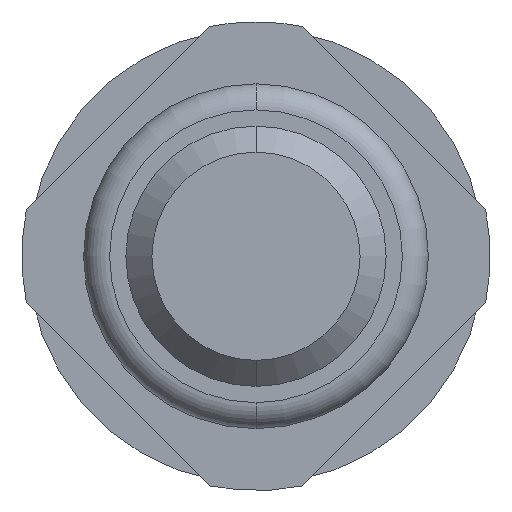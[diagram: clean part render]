
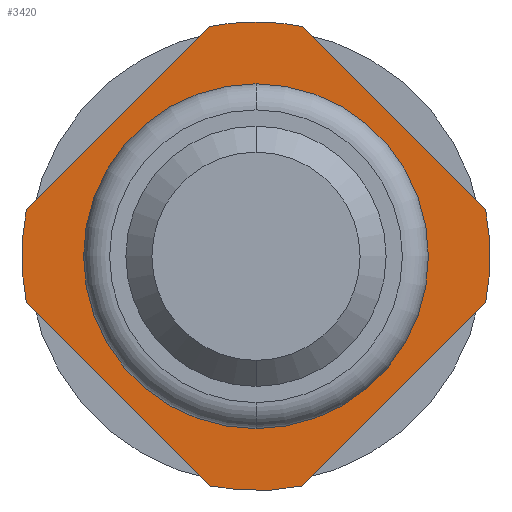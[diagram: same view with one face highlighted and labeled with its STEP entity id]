
A CAD part, front view. The second image highlights one B-rep face of the part: STEP entity #3420.
In plain terms, the highlighted planar face has unit normal (0, -1, 0).
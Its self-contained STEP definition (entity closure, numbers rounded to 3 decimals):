
#19 = DIRECTION ( 'NONE',  ( 0., 0., 1. ) ) ;
#23 = LINE ( 'NONE', #2069, #196 ) ;
#78 = AXIS2_PLACEMENT_3D ( 'NONE', #2934, #3227, #19 ) ;
#143 = CARTESIAN_POINT ( 'NONE',  ( 0., -2., 1.8 ) ) ;
#182 = AXIS2_PLACEMENT_3D ( 'NONE', #355, #2981, #3549 ) ;
#193 = ORIENTED_EDGE ( 'NONE', *, *, #402, .T. ) ;
#196 = VECTOR ( 'NONE', #585, 1000. ) ;
#220 = DIRECTION ( 'NONE',  ( 0., 1., 0. ) ) ;
#324 = ORIENTED_EDGE ( 'NONE', *, *, #3604, .F. ) ;
#355 = CARTESIAN_POINT ( 'NONE',  ( 0., -2., 0. ) ) ;
#402 = EDGE_CURVE ( 'Defeature ausgef�hrt3_0+Defeature ausgef�hrt3_12+Defeature ausgef�hrt3_12+Defeature ausgef�hrt3_12', #1371, #480, #2187, .T. ) ;
#445 = CIRCLE ( 'NONE', #976, 1.8 ) ;
#464 = VERTEX_POINT ( 'NONE', #1451 ) ;
#468 = LINE ( 'NONE', #2310, #2271 ) ;
#480 = VERTEX_POINT ( 'NONE', #2796 ) ;
#504 = DIRECTION ( 'NONE',  ( 0., 1., 0. ) ) ;
#508 = ORIENTED_EDGE ( 'NONE', *, *, #2757, .F. ) ;
#585 = DIRECTION ( 'NONE',  ( 0.707, 0., 0.707 ) ) ;
#595 = ORIENTED_EDGE ( 'NONE', *, *, #3054, .F. ) ;
#695 = ORIENTED_EDGE ( 'NONE', *, *, #2255, .F. ) ;
#749 = VECTOR ( 'NONE', #2193, 1000. ) ;
#853 = CARTESIAN_POINT ( 'NONE',  ( 1.764, -2., -0.357 ) ) ;
#854 = AXIS2_PLACEMENT_3D ( 'NONE', #2060, #2168, #984 ) ;
#855 = CARTESIAN_POINT ( 'NONE',  ( 0., -2., 0. ) ) ;
#976 = AXIS2_PLACEMENT_3D ( 'NONE', #1960, #3181, #2609 ) ;
#984 = DIRECTION ( 'NONE',  ( 0., 0., 1. ) ) ;
#1008 = ORIENTED_EDGE ( 'NONE', *, *, #3724, .F. ) ;
#1155 = VERTEX_POINT ( 'NONE', #2108 ) ;
#1171 = CARTESIAN_POINT ( 'NONE',  ( 0., -2., -1.325 ) ) ;
#1173 = EDGE_LOOP ( 'NONE', ( #695, #1755, #508, #1278, #3654, #595, #1008, #324, #3434 ) ) ;
#1213 = ORIENTED_EDGE ( 'NONE', *, *, #2407, .T. ) ;
#1219 = PLANE ( 'NONE',  #854 ) ;
#1248 = CARTESIAN_POINT ( 'NONE',  ( -0.161, -2., -1.961 ) ) ;
#1278 = ORIENTED_EDGE ( 'NONE', *, *, #3392, .F. ) ;
#1326 = VERTEX_POINT ( 'NONE', #143 ) ;
#1359 = DIRECTION ( 'NONE',  ( 0., 0., 1. ) ) ;
#1371 = VERTEX_POINT ( 'NONE', #1171 ) ;
#1377 = VERTEX_POINT ( 'NONE', #2360 ) ;
#1405 = EDGE_CURVE ( 'Defeature ausgef�hrt3_1+Defeature ausgef�hrt3_0+Defeature ausgef�hrt3_18+Defeature ausgef�hrt3_15', #2543, #2764, #2687, .T. ) ;
#1415 = LINE ( 'NONE', #1248, #3656 ) ;
#1451 = CARTESIAN_POINT ( 'NONE',  ( 0.357, -2., -1.764 ) ) ;
#1480 = FACE_BOUND ( 'NONE', #2039, .T. ) ;
#1615 = CARTESIAN_POINT ( 'NONE',  ( 1.961, -2., -0.161 ) ) ;
#1712 = DIRECTION ( 'NONE',  ( 0., 1., 0. ) ) ;
#1730 = DIRECTION ( 'NONE',  ( 0., 0., 1. ) ) ;
#1755 = ORIENTED_EDGE ( 'NONE', *, *, #1829, .F. ) ;
#1780 = CARTESIAN_POINT ( 'NONE',  ( -0.357, -2., 1.764 ) ) ;
#1814 = CARTESIAN_POINT ( 'NONE',  ( 0.357, -2., 1.764 ) ) ;
#1829 = EDGE_CURVE ( 'Defeature ausgef�hrt3_2+Defeature ausgef�hrt3_0+Defeature ausgef�hrt3_17+Defeature ausgef�hrt3_18', #1326, #3566, #3118, .T. ) ;
#1849 = CIRCLE ( 'NONE', #2490, 1.8 ) ;
#1960 = CARTESIAN_POINT ( 'NONE',  ( 0., -2., 0. ) ) ;
#2039 = EDGE_LOOP ( 'NONE', ( #1213, #193 ) ) ;
#2060 = CARTESIAN_POINT ( 'NONE',  ( 1.8, -2., 0. ) ) ;
#2069 = CARTESIAN_POINT ( 'NONE',  ( -0.161, -2., 1.961 ) ) ;
#2095 = LINE ( 'NONE', #1615, #749 ) ;
#2108 = CARTESIAN_POINT ( 'NONE',  ( -1.764, -2., 0.357 ) ) ;
#2168 = DIRECTION ( 'NONE',  ( 0., 1., 0. ) ) ;
#2187 = CIRCLE ( 'NONE', #2718, 1.325 ) ;
#2193 = DIRECTION ( 'NONE',  ( -0.707, 0., -0.707 ) ) ;
#2255 = EDGE_CURVE ( 'Defeature ausgef�hrt3_18+Defeature ausgef�hrt3_0+Defeature ausgef�hrt3_2+Defeature ausgef�hrt3_1', #3566, #2543, #468, .T. ) ;
#2271 = VECTOR ( 'NONE', #3176, 1000. ) ;
#2298 = CARTESIAN_POINT ( 'NONE',  ( 0., -2., 0. ) ) ;
#2310 = CARTESIAN_POINT ( 'NONE',  ( 1.961, -2., 0.161 ) ) ;
#2321 = AXIS2_PLACEMENT_3D ( 'NONE', #3448, #220, #3201 ) ;
#2360 = CARTESIAN_POINT ( 'NONE',  ( -1.764, -2., -0.357 ) ) ;
#2407 = EDGE_CURVE ( 'Defeature ausgef�hrt3_0+Defeature ausgef�hrt3_12+Defeature ausgef�hrt3_12+Defeature ausgef�hrt3_12', #480, #1371, #3708, .T. ) ;
#2490 = AXIS2_PLACEMENT_3D ( 'NONE', #2576, #1712, #3463 ) ;
#2543 = VERTEX_POINT ( 'NONE', #3599 ) ;
#2576 = CARTESIAN_POINT ( 'NONE',  ( 0., -2., 0. ) ) ;
#2605 = AXIS2_PLACEMENT_3D ( 'NONE', #855, #3476, #1730 ) ;
#2609 = DIRECTION ( 'NONE',  ( 0., 0., 1. ) ) ;
#2687 = CIRCLE ( 'NONE', #78, 1.8 ) ;
#2718 = AXIS2_PLACEMENT_3D ( 'NONE', #2298, #504, #1359 ) ;
#2740 = CARTESIAN_POINT ( 'NONE',  ( -0.357, -2., -1.764 ) ) ;
#2757 = EDGE_CURVE ( 'Defeature ausgef�hrt3_2+Defeature ausgef�hrt3_0+Defeature ausgef�hrt3_17+Defeature ausgef�hrt3_18', #3349, #1326, #1849, .T. ) ;
#2764 = VERTEX_POINT ( 'NONE', #853 ) ;
#2796 = CARTESIAN_POINT ( 'NONE',  ( 0., -2., 1.325 ) ) ;
#2934 = CARTESIAN_POINT ( 'NONE',  ( 0., -2., 0. ) ) ;
#2981 = DIRECTION ( 'NONE',  ( 0., 1., 0. ) ) ;
#3046 = VERTEX_POINT ( 'NONE', #2740 ) ;
#3054 = EDGE_CURVE ( 'Defeature ausgef�hrt3_16+Defeature ausgef�hrt3_0+Defeature ausgef�hrt3_4+Defeature ausgef�hrt3_3', #3046, #1377, #1415, .T. ) ;
#3118 = CIRCLE ( 'NONE', #182, 1.8 ) ;
#3176 = DIRECTION ( 'NONE',  ( 0.707, 0., -0.707 ) ) ;
#3181 = DIRECTION ( 'NONE',  ( 0., 1., 0. ) ) ;
#3201 = DIRECTION ( 'NONE',  ( 0., 0., 1. ) ) ;
#3222 = FACE_OUTER_BOUND ( 'NONE', #1173, .T. ) ;
#3225 = EDGE_CURVE ( 'Defeature ausgef�hrt3_3+Defeature ausgef�hrt3_0+Defeature ausgef�hrt3_16+Defeature ausgef�hrt3_17', #1377, #1155, #3316, .T. ) ;
#3227 = DIRECTION ( 'NONE',  ( 0., 1., 0. ) ) ;
#3268 = DIRECTION ( 'NONE',  ( -0.707, 0., 0.707 ) ) ;
#3316 = CIRCLE ( 'NONE', #2321, 1.8 ) ;
#3349 = VERTEX_POINT ( 'NONE', #1780 ) ;
#3392 = EDGE_CURVE ( 'Defeature ausgef�hrt3_17+Defeature ausgef�hrt3_0+Defeature ausgef�hrt3_3+Defeature ausgef�hrt3_2', #1155, #3349, #23, .T. ) ;
#3420 = ADVANCED_FACE ( 'Defeature ausgef�hrt3_0', ( #1480, #3222 ), #1219, .F. ) ;
#3434 = ORIENTED_EDGE ( 'NONE', *, *, #1405, .F. ) ;
#3448 = CARTESIAN_POINT ( 'NONE',  ( 0., -2., 0. ) ) ;
#3463 = DIRECTION ( 'NONE',  ( 0., 0., 1. ) ) ;
#3476 = DIRECTION ( 'NONE',  ( 0., 1., 0. ) ) ;
#3549 = DIRECTION ( 'NONE',  ( 0., 0., 1. ) ) ;
#3566 = VERTEX_POINT ( 'NONE', #1814 ) ;
#3599 = CARTESIAN_POINT ( 'NONE',  ( 1.764, -2., 0.357 ) ) ;
#3604 = EDGE_CURVE ( 'Defeature ausgef�hrt3_15+Defeature ausgef�hrt3_0+Defeature ausgef�hrt3_1+Defeature ausgef�hrt3_4', #2764, #464, #2095, .T. ) ;
#3654 = ORIENTED_EDGE ( 'NONE', *, *, #3225, .F. ) ;
#3656 = VECTOR ( 'NONE', #3268, 1000. ) ;
#3708 = CIRCLE ( 'NONE', #2605, 1.325 ) ;
#3724 = EDGE_CURVE ( 'Defeature ausgef�hrt3_4+Defeature ausgef�hrt3_0+Defeature ausgef�hrt3_15+Defeature ausgef�hrt3_16', #464, #3046, #445, .T. ) ;
